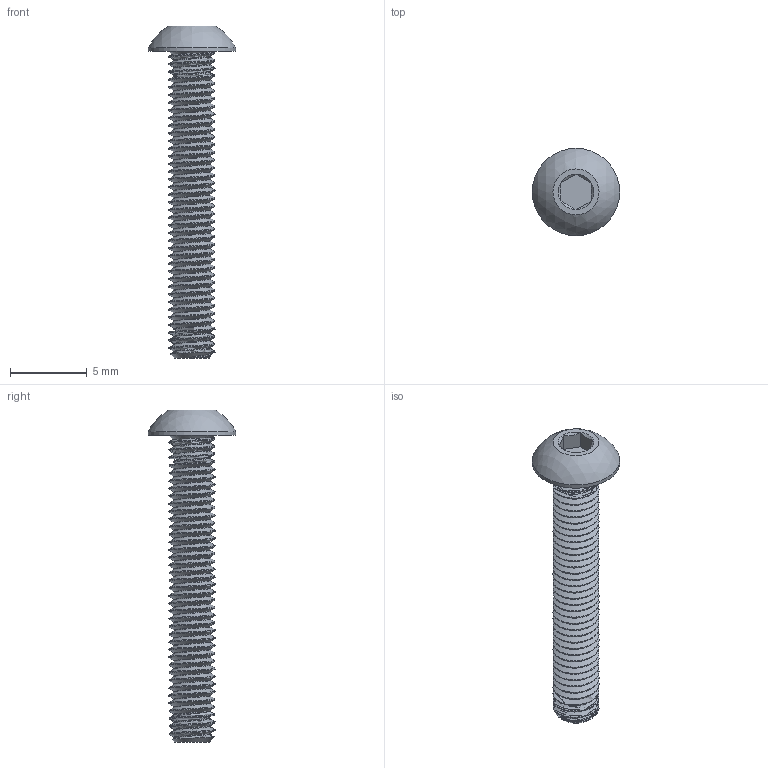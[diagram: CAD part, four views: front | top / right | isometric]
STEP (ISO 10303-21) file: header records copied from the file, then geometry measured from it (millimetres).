
FILE_DESCRIPTION(/* description */ (''),/* implementation_level */ '2;1');
FILE_NAME(/* name */ '92095A185_Button Head Hex Drive Screw_v1.step',/* time_stamp */ '2023-08-31T11:35:53-07:00',/* author */ (''),/* organization */ (''),/* preprocessor_version */ 'ST-DEVELOPER v20',/* originating_system */ 'Autodesk Translation Framework v12.9.0.99',/* authorisation */ '');
FILE_SCHEMA (('AUTOMOTIVE_DESIGN { 1 0 10303 214 3 1 1 }'));
Length unit declared in the file: millimetre
Products named in the file (1): 92095A185_Button Head Hex Drive Screw
Bounding box: 5.7 x 5.7 x 21.65 mm (x, y, z)
Volume: 139.7 mm3; surface area: 362.9 mm2
Topology: 1 solids, 1 shells, 104 faces, 285 edges, 186 vertices
Faces by surface type: cylinder 81, cone 10, plane 10, bspline 2, sphere 1
Full cylindrical faces by diameter (mm): 2.35 x38, 3 x38, 5.7 x1
Entity records: 10737 total; most frequent: CARTESIAN_POINT 8412, ORIENTED_EDGE 570, DIRECTION 334, EDGE_CURVE 285, VERTEX_POINT 186, B_SPLINE_CURVE_WITH_KNOTS 168, AXIS2_PLACEMENT_3D 120, EDGE_LOOP 107
